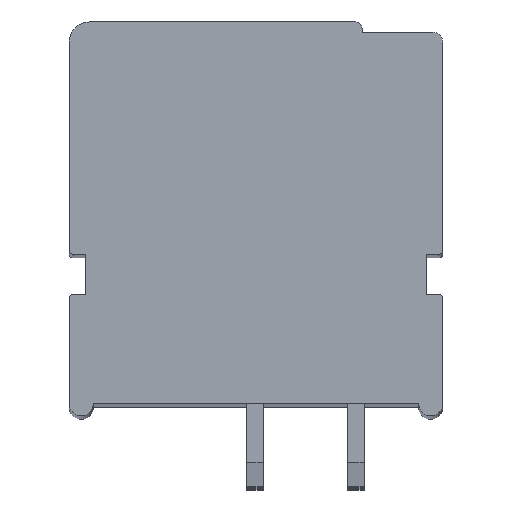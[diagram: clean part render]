
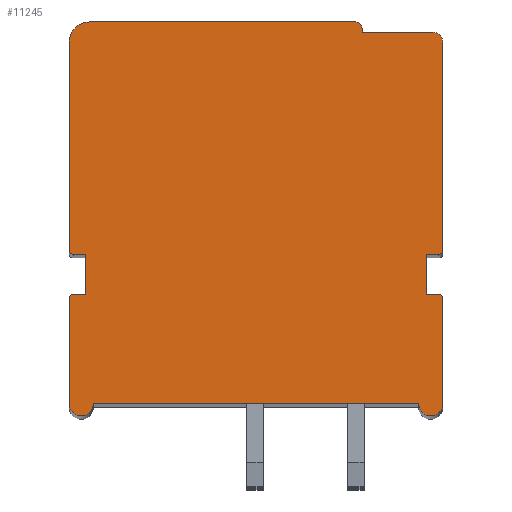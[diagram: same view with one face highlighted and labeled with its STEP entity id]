
A CAD part, top view. The second image highlights one B-rep face of the part: STEP entity #11245.
In plain terms, the highlighted planar face has unit normal (0, 0, 1).
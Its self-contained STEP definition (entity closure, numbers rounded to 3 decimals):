
#1526=CARTESIAN_POINT('',(8.75,8.75,4.7));
#1527=DIRECTION('',(0.,0.,1.));
#1528=DIRECTION('',(1.,0.,0.));
#1529=AXIS2_PLACEMENT_3D('',#1526,#1527,#1528);
#1531=DIRECTION('',(0.,1.,0.));
#1532=VECTOR('',#1531,10.3);
#1533=CARTESIAN_POINT('',(9.25,-1.55,4.7));
#1534=LINE('',#1533,#1532);
#1535=CARTESIAN_POINT('',(9.05,-1.55,4.7));
#1536=DIRECTION('',(0.,0.,1.));
#1537=DIRECTION('',(0.,-1.,0.));
#1538=AXIS2_PLACEMENT_3D('',#1535,#1536,#1537);
#1540=DIRECTION('',(1.,0.,0.));
#1541=VECTOR('',#1540,0.6);
#1542=CARTESIAN_POINT('',(8.45,-1.75,4.7));
#1543=LINE('',#1542,#1541);
#1544=DIRECTION('',(0.,1.,0.));
#1545=VECTOR('',#1544,2.);
#1546=CARTESIAN_POINT('',(8.45,-3.75,4.7));
#1547=LINE('',#1546,#1545);
#1548=DIRECTION('',(-1.,0.,0.));
#1549=VECTOR('',#1548,0.6);
#1550=CARTESIAN_POINT('',(9.05,-3.75,4.7));
#1551=LINE('',#1550,#1549);
#1552=CARTESIAN_POINT('',(9.05,-3.95,4.7));
#1553=DIRECTION('',(0.,0.,1.));
#1554=DIRECTION('',(1.,0.,0.));
#1555=AXIS2_PLACEMENT_3D('',#1552,#1553,#1554);
#1557=DIRECTION('',(0.,1.,0.));
#1558=VECTOR('',#1557,5.2);
#1559=CARTESIAN_POINT('',(9.25,-9.15,4.7));
#1560=LINE('',#1559,#1558);
#1561=CARTESIAN_POINT('',(8.65,-9.15,4.7));
#1562=DIRECTION('',(0.,0.,1.));
#1563=DIRECTION('',(-1.,0.,0.));
#1564=AXIS2_PLACEMENT_3D('',#1561,#1562,#1563);
#1566=DIRECTION('',(1.,0.,0.));
#1567=VECTOR('',#1566,16.1);
#1568=CARTESIAN_POINT('',(-8.05,-9.15,4.7));
#1569=LINE('',#1568,#1567);
#1570=CARTESIAN_POINT('',(-8.65,-9.15,4.7));
#1571=DIRECTION('',(0.,0.,1.));
#1572=DIRECTION('',(-1.,0.,0.));
#1573=AXIS2_PLACEMENT_3D('',#1570,#1571,#1572);
#1575=DIRECTION('',(0.,-1.,0.));
#1576=VECTOR('',#1575,5.2);
#1577=CARTESIAN_POINT('',(-9.25,-3.95,4.7));
#1578=LINE('',#1577,#1576);
#1579=CARTESIAN_POINT('',(-9.05,-3.95,4.7));
#1580=DIRECTION('',(0.,0.,1.));
#1581=DIRECTION('',(0.,1.,0.));
#1582=AXIS2_PLACEMENT_3D('',#1579,#1580,#1581);
#1584=DIRECTION('',(-1.,0.,0.));
#1585=VECTOR('',#1584,0.6);
#1586=CARTESIAN_POINT('',(-8.45,-3.75,4.7));
#1587=LINE('',#1586,#1585);
#1588=DIRECTION('',(0.,-1.,0.));
#1589=VECTOR('',#1588,2.);
#1590=CARTESIAN_POINT('',(-8.45,-1.75,4.7));
#1591=LINE('',#1590,#1589);
#1592=DIRECTION('',(1.,0.,0.));
#1593=VECTOR('',#1592,0.6);
#1594=CARTESIAN_POINT('',(-9.05,-1.75,4.7));
#1595=LINE('',#1594,#1593);
#1596=CARTESIAN_POINT('',(-9.05,-1.55,4.7));
#1597=DIRECTION('',(0.,0.,1.));
#1598=DIRECTION('',(-1.,0.,0.));
#1599=AXIS2_PLACEMENT_3D('',#1596,#1597,#1598);
#1601=DIRECTION('',(0.,-1.,0.));
#1602=VECTOR('',#1601,10.3);
#1603=CARTESIAN_POINT('',(-9.25,8.75,4.7));
#1604=LINE('',#1603,#1602);
#1605=CARTESIAN_POINT('',(-8.25,8.75,4.7));
#1606=DIRECTION('',(0.,0.,1.));
#1607=DIRECTION('',(0.,1.,0.));
#1608=AXIS2_PLACEMENT_3D('',#1605,#1606,#1607);
#1610=DIRECTION('',(-1.,0.,0.));
#1611=VECTOR('',#1610,13.2);
#1612=CARTESIAN_POINT('',(4.95,9.75,4.7));
#1613=LINE('',#1612,#1611);
#1614=CARTESIAN_POINT('',(4.95,9.45,4.7));
#1615=DIRECTION('',(0.,0.,1.));
#1616=DIRECTION('',(1.,0.,0.));
#1617=AXIS2_PLACEMENT_3D('',#1614,#1615,#1616);
#1619=DIRECTION('',(0.,1.,0.));
#1620=VECTOR('',#1619,0.2);
#1621=CARTESIAN_POINT('',(5.25,9.25,4.7));
#1622=LINE('',#1621,#1620);
#1623=DIRECTION('',(-1.,0.,0.));
#1624=VECTOR('',#1623,3.5);
#1625=CARTESIAN_POINT('',(8.75,9.25,4.7));
#1626=LINE('',#1625,#1624);
#7553=CARTESIAN_POINT('',(9.25,8.75,4.7));
#7554=CARTESIAN_POINT('',(8.75,9.25,4.7));
#7555=VERTEX_POINT('',#7553);
#7556=VERTEX_POINT('',#7554);
#7557=CARTESIAN_POINT('',(5.25,9.25,4.7));
#7558=VERTEX_POINT('',#7557);
#7559=CARTESIAN_POINT('',(5.25,9.45,4.7));
#7560=VERTEX_POINT('',#7559);
#7561=CARTESIAN_POINT('',(4.95,9.75,4.7));
#7562=VERTEX_POINT('',#7561);
#7563=CARTESIAN_POINT('',(-8.25,9.75,4.7));
#7564=VERTEX_POINT('',#7563);
#7565=CARTESIAN_POINT('',(-9.25,8.75,4.7));
#7566=VERTEX_POINT('',#7565);
#7567=CARTESIAN_POINT('',(-9.25,-1.55,4.7));
#7568=VERTEX_POINT('',#7567);
#7569=CARTESIAN_POINT('',(-9.05,-1.75,4.7));
#7570=VERTEX_POINT('',#7569);
#7571=CARTESIAN_POINT('',(-8.45,-1.75,4.7));
#7572=VERTEX_POINT('',#7571);
#7573=CARTESIAN_POINT('',(-8.45,-3.75,4.7));
#7574=VERTEX_POINT('',#7573);
#7575=CARTESIAN_POINT('',(-9.05,-3.75,4.7));
#7576=VERTEX_POINT('',#7575);
#7577=CARTESIAN_POINT('',(-9.25,-3.95,4.7));
#7578=VERTEX_POINT('',#7577);
#7579=CARTESIAN_POINT('',(-9.25,-9.15,4.7));
#7580=VERTEX_POINT('',#7579);
#7581=CARTESIAN_POINT('',(-8.05,-9.15,4.7));
#7582=VERTEX_POINT('',#7581);
#7583=CARTESIAN_POINT('',(8.05,-9.15,4.7));
#7584=VERTEX_POINT('',#7583);
#7585=CARTESIAN_POINT('',(9.25,-9.15,4.7));
#7586=VERTEX_POINT('',#7585);
#7587=CARTESIAN_POINT('',(9.25,-3.95,4.7));
#7588=VERTEX_POINT('',#7587);
#7589=CARTESIAN_POINT('',(9.05,-3.75,4.7));
#7590=VERTEX_POINT('',#7589);
#7591=CARTESIAN_POINT('',(8.45,-3.75,4.7));
#7592=VERTEX_POINT('',#7591);
#7593=CARTESIAN_POINT('',(8.45,-1.75,4.7));
#7594=VERTEX_POINT('',#7593);
#7595=CARTESIAN_POINT('',(9.05,-1.75,4.7));
#7596=VERTEX_POINT('',#7595);
#7597=CARTESIAN_POINT('',(9.25,-1.55,4.7));
#7598=VERTEX_POINT('',#7597);
#11215=CARTESIAN_POINT('',(0.,0.,4.7));
#11216=DIRECTION('',(0.,0.,1.));
#11217=DIRECTION('',(1.,0.,0.));
#11218=AXIS2_PLACEMENT_3D('',#11215,#11216,#11217);
#11219=PLANE('',#11218);
#11220=ORIENTED_EDGE('',*,*,#9981,.F.);
#11221=ORIENTED_EDGE('',*,*,#9996,.F.);
#11222=ORIENTED_EDGE('',*,*,#10010,.F.);
#11223=ORIENTED_EDGE('',*,*,#10024,.F.);
#11224=ORIENTED_EDGE('',*,*,#10038,.F.);
#11225=ORIENTED_EDGE('',*,*,#10052,.F.);
#11226=ORIENTED_EDGE('',*,*,#10066,.F.);
#11227=ORIENTED_EDGE('',*,*,#10080,.F.);
#11228=ORIENTED_EDGE('',*,*,#10094,.F.);
#11229=ORIENTED_EDGE('',*,*,#10108,.F.);
#11230=ORIENTED_EDGE('',*,*,#10522,.F.);
#11231=ORIENTED_EDGE('',*,*,#10536,.F.);
#11232=ORIENTED_EDGE('',*,*,#10550,.F.);
#11233=ORIENTED_EDGE('',*,*,#10564,.F.);
#11234=ORIENTED_EDGE('',*,*,#10578,.F.);
#11235=ORIENTED_EDGE('',*,*,#10592,.F.);
#11236=ORIENTED_EDGE('',*,*,#10606,.F.);
#11237=ORIENTED_EDGE('',*,*,#10620,.F.);
#11238=ORIENTED_EDGE('',*,*,#10634,.F.);
#11239=ORIENTED_EDGE('',*,*,#10648,.F.);
#11240=ORIENTED_EDGE('',*,*,#10982,.F.);
#11241=ORIENTED_EDGE('',*,*,#10996,.F.);
#11242=ORIENTED_EDGE('',*,*,#11009,.F.);
#11243=EDGE_LOOP('',(#11220,#11221,#11222,#11223,#11224,#11225,#11226,#11227,
#11228,#11229,#11230,#11231,#11232,#11233,#11234,#11235,#11236,#11237,#11238,
#11239,#11240,#11241,#11242));
#11244=FACE_OUTER_BOUND('',#11243,.F.);
#1530=CIRCLE('',#1529,0.5);
#1539=CIRCLE('',#1538,0.2);
#1556=CIRCLE('',#1555,0.2);
#1565=CIRCLE('',#1564,0.6);
#1574=CIRCLE('',#1573,0.6);
#1583=CIRCLE('',#1582,0.2);
#1600=CIRCLE('',#1599,0.2);
#1609=CIRCLE('',#1608,1.);
#1618=CIRCLE('',#1617,0.3);
#9981=EDGE_CURVE('',#7555,#7556,#1530,.T.);
#9996=EDGE_CURVE('',#7598,#7555,#1534,.T.);
#10010=EDGE_CURVE('',#7596,#7598,#1539,.T.);
#10024=EDGE_CURVE('',#7594,#7596,#1543,.T.);
#10038=EDGE_CURVE('',#7592,#7594,#1547,.T.);
#10052=EDGE_CURVE('',#7590,#7592,#1551,.T.);
#10066=EDGE_CURVE('',#7588,#7590,#1556,.T.);
#10080=EDGE_CURVE('',#7586,#7588,#1560,.T.);
#10094=EDGE_CURVE('',#7584,#7586,#1565,.T.);
#10108=EDGE_CURVE('',#7582,#7584,#1569,.T.);
#10522=EDGE_CURVE('',#7580,#7582,#1574,.T.);
#10536=EDGE_CURVE('',#7578,#7580,#1578,.T.);
#10550=EDGE_CURVE('',#7576,#7578,#1583,.T.);
#10564=EDGE_CURVE('',#7574,#7576,#1587,.T.);
#10578=EDGE_CURVE('',#7572,#7574,#1591,.T.);
#10592=EDGE_CURVE('',#7570,#7572,#1595,.T.);
#10606=EDGE_CURVE('',#7568,#7570,#1600,.T.);
#10620=EDGE_CURVE('',#7566,#7568,#1604,.T.);
#10634=EDGE_CURVE('',#7564,#7566,#1609,.T.);
#10648=EDGE_CURVE('',#7562,#7564,#1613,.T.);
#10982=EDGE_CURVE('',#7560,#7562,#1618,.T.);
#10996=EDGE_CURVE('',#7558,#7560,#1622,.T.);
#11009=EDGE_CURVE('',#7556,#7558,#1626,.T.);
#11245=ADVANCED_FACE('',(#11244),#11219,.T.);
